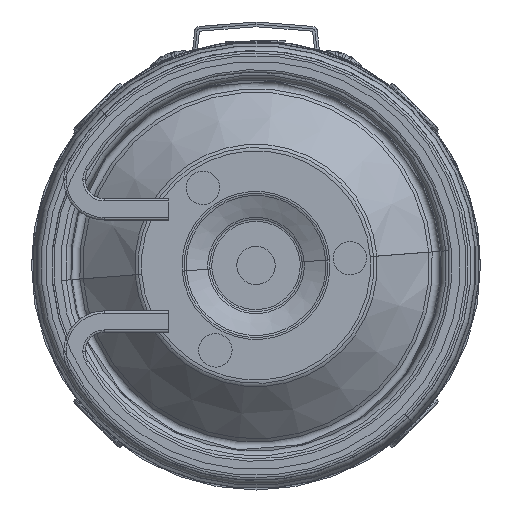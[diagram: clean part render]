
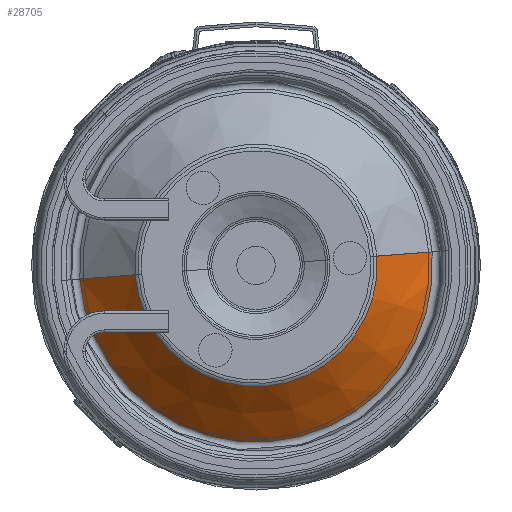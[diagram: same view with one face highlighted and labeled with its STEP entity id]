
A CAD part, front view. The second image highlights one B-rep face of the part: STEP entity #28705.
In plain terms, the highlighted conical face has half-angle 46.546 degrees and reference radius 25.375 mm.
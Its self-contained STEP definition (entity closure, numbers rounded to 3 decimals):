
#39 = EDGE_CURVE ( 'NONE', #1585, #19977, #13410, .T. ) ;
#1585 = VERTEX_POINT ( 'NONE', #24785 ) ;
#2058 = AXIS2_PLACEMENT_3D ( 'NONE', #17606, #14050, #16978 ) ;
#4344 = LINE ( 'NONE', #14202, #31272 ) ;
#4883 = ORIENTED_EDGE ( 'NONE', *, *, #17058, .T. ) ;
#5943 = CARTESIAN_POINT ( 'NONE',  ( 0., 0.548, -25.376 ) ) ;
#6155 = VERTEX_POINT ( 'NONE', #10689 ) ;
#7522 = EDGE_CURVE ( 'NONE', #6155, #19977, #4344, .T. ) ;
#7953 = VECTOR ( 'NONE', #11489, 1000. ) ;
#8815 = DIRECTION ( 'NONE',  ( 0., 0., 1. ) ) ;
#10689 = CARTESIAN_POINT ( 'NONE',  ( 0., 0.548, 25.376 ) ) ;
#10860 = DIRECTION ( 'NONE',  ( 0., 0.688, 0.726 ) ) ;
#11489 = DIRECTION ( 'NONE',  ( 0., 0.688, -0.726 ) ) ;
#13410 = CIRCLE ( 'NONE', #2058, 36.962 ) ;
#14050 = DIRECTION ( 'NONE',  ( 0., 1., 0. ) ) ;
#14202 = CARTESIAN_POINT ( 'NONE',  ( 0., 0.548, 25.376 ) ) ;
#15502 = FACE_OUTER_BOUND ( 'NONE', #29269, .T. ) ;
#16978 = DIRECTION ( 'NONE',  ( 0., 0., 1. ) ) ;
#17058 = EDGE_CURVE ( 'NONE', #21769, #6155, #41100, .T. ) ;
#17606 = CARTESIAN_POINT ( 'NONE',  ( 0., 11.526, 0. ) ) ;
#19977 = VERTEX_POINT ( 'NONE', #24018 ) ;
#21056 = DIRECTION ( 'NONE',  ( 0., 0., 1. ) ) ;
#21309 = EDGE_CURVE ( 'NONE', #21769, #1585, #30132, .T. ) ;
#21769 = VERTEX_POINT ( 'NONE', #5943 ) ;
#22690 = AXIS2_PLACEMENT_3D ( 'NONE', #25579, #32067, #8815 ) ;
#23032 = AXIS2_PLACEMENT_3D ( 'NONE', #30911, #31114, #21056 ) ;
#24018 = CARTESIAN_POINT ( 'NONE',  ( 0., 11.526, 36.962 ) ) ;
#24785 = CARTESIAN_POINT ( 'NONE',  ( 0., 11.526, -36.962 ) ) ;
#25579 = CARTESIAN_POINT ( 'NONE',  ( 0., 0.548, 0. ) ) ;
#25599 = ORIENTED_EDGE ( 'NONE', *, *, #21309, .F. ) ;
#28705 = ADVANCED_FACE ( 'NONE', ( #15502 ), #32083, .T. ) ;
#29269 = EDGE_LOOP ( 'NONE', ( #25599, #4883, #30451, #40818 ) ) ;
#29915 = CARTESIAN_POINT ( 'NONE',  ( 0., 0.548, -25.376 ) ) ;
#30132 = LINE ( 'NONE', #29915, #7953 ) ;
#30451 = ORIENTED_EDGE ( 'NONE', *, *, #7522, .T. ) ;
#30911 = CARTESIAN_POINT ( 'NONE',  ( 0., 0.548, 0. ) ) ;
#31114 = DIRECTION ( 'NONE',  ( 0., 1., 0. ) ) ;
#31272 = VECTOR ( 'NONE', #10860, 1000. ) ;
#32067 = DIRECTION ( 'NONE',  ( 0., 1., 0. ) ) ;
#32083 = CONICAL_SURFACE ( 'NONE', #22690, 25.376, 0.812 ) ;
#40818 = ORIENTED_EDGE ( 'NONE', *, *, #39, .F. ) ;
#41100 = CIRCLE ( 'NONE', #23032, 25.376 ) ;
